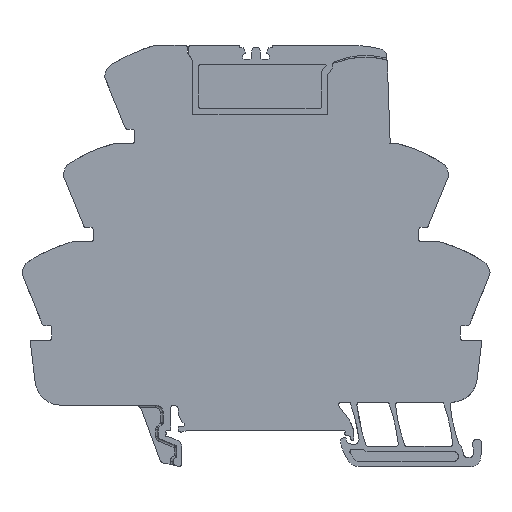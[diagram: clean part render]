
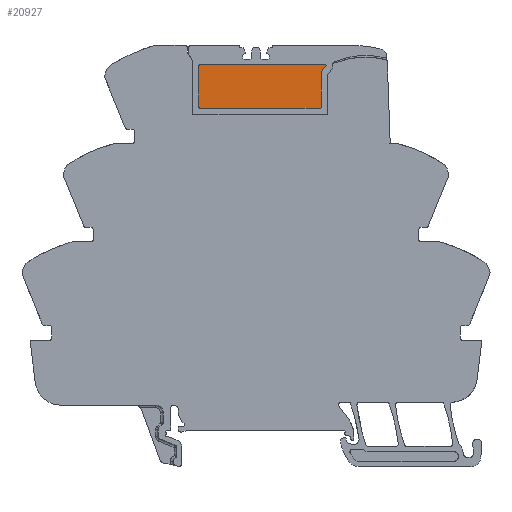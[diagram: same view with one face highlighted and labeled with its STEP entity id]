
A CAD part, left-side view. The second image highlights one B-rep face of the part: STEP entity #20927.
In plain terms, the highlighted planar face has unit normal (-1, 0, 0).
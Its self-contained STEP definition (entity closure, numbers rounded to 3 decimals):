
#12107=AXIS2_PLACEMENT_3D('Circle Axis2P3D',#12105,#12106,$) ;
#12169=AXIS2_PLACEMENT_3D('Circle Axis2P3D',#12167,#12168,$) ;
#12231=AXIS2_PLACEMENT_3D('Circle Axis2P3D',#12229,#12230,$) ;
#12300=AXIS2_PLACEMENT_3D('Circle Axis2P3D',#12298,#12299,$) ;
#12355=AXIS2_PLACEMENT_3D('Circle Axis2P3D',#12353,#12354,$) ;
#20913=AXIS2_PLACEMENT_3D('Plane Axis2P3D',#20910,#20911,#20912) ;
#12067=CARTESIAN_POINT('Line Origine',(2.525,44.453,69.267)) ;
#12071=CARTESIAN_POINT('Vertex',(2.525,32.853,69.266)) ;
#12073=CARTESIAN_POINT('Vertex',(2.525,56.053,69.268)) ;
#12105=CARTESIAN_POINT('Axis2P3D Location',(2.525,56.053,69.503)) ;
#12109=CARTESIAN_POINT('Vertex',(2.525,56.289,69.503)) ;
#12136=CARTESIAN_POINT('Line Origine',(2.525,56.288,73.528)) ;
#12140=CARTESIAN_POINT('Vertex',(2.525,56.288,77.553)) ;
#12167=CARTESIAN_POINT('Axis2P3D Location',(2.525,56.053,77.553)) ;
#12171=CARTESIAN_POINT('Vertex',(2.525,56.053,77.788)) ;
#12198=CARTESIAN_POINT('Line Origine',(2.525,43.99,77.787)) ;
#12202=CARTESIAN_POINT('Vertex',(2.525,31.927,77.786)) ;
#12229=CARTESIAN_POINT('Axis2P3D Location',(2.525,31.927,77.551)) ;
#12233=CARTESIAN_POINT('Vertex',(2.525,31.747,77.4)) ;
#12260=CARTESIAN_POINT('Line Origine',(2.525,32.116,76.96)) ;
#12264=CARTESIAN_POINT('Vertex',(2.525,32.486,76.52)) ;
#12295=CARTESIAN_POINT('Vertex',(2.525,32.618,76.157)) ;
#12298=CARTESIAN_POINT('Axis2P3D Location',(2.525,32.048,76.155)) ;
#12322=CARTESIAN_POINT('Line Origine',(2.525,32.618,72.829)) ;
#12326=CARTESIAN_POINT('Vertex',(2.525,32.618,69.501)) ;
#12353=CARTESIAN_POINT('Axis2P3D Location',(2.525,32.853,69.501)) ;
#20910=CARTESIAN_POINT('Axis2P3D Location',(2.525,0.,0.)) ;
#12068=DIRECTION('Vector Direction',(0.,-1.,0.)) ;
#12106=DIRECTION('Axis2P3D Direction',(1.,0.,0.)) ;
#12137=DIRECTION('Vector Direction',(0.,0.,-1.)) ;
#12168=DIRECTION('Axis2P3D Direction',(1.,0.,-0.)) ;
#12199=DIRECTION('Vector Direction',(0.,1.,0.)) ;
#12230=DIRECTION('Axis2P3D Direction',(1.,0.,0.)) ;
#12261=DIRECTION('Vector Direction',(0.,-0.643,0.766)) ;
#12299=DIRECTION('Axis2P3D Direction',(1.,0.,-0.)) ;
#12323=DIRECTION('Vector Direction',(0.,0.,1.)) ;
#12354=DIRECTION('Axis2P3D Direction',(1.,0.,0.)) ;
#20911=DIRECTION('Axis2P3D Direction',(1.,0.,0.)) ;
#20912=DIRECTION('Axis2P3D XDirection',(0.,1.,0.)) ;
#12069=VECTOR('Line Direction',#12068,1.) ;
#12138=VECTOR('Line Direction',#12137,1.) ;
#12200=VECTOR('Line Direction',#12199,1.) ;
#12262=VECTOR('Line Direction',#12261,1.) ;
#12324=VECTOR('Line Direction',#12323,1.) ;
#20916=ORIENTED_EDGE('',*,*,#12075,.F.) ;
#20917=ORIENTED_EDGE('',*,*,#12357,.F.) ;
#20918=ORIENTED_EDGE('',*,*,#12328,.F.) ;
#20919=ORIENTED_EDGE('',*,*,#12302,.T.) ;
#20920=ORIENTED_EDGE('',*,*,#12266,.F.) ;
#20921=ORIENTED_EDGE('',*,*,#12235,.F.) ;
#20922=ORIENTED_EDGE('',*,*,#12204,.F.) ;
#20923=ORIENTED_EDGE('',*,*,#12173,.F.) ;
#20924=ORIENTED_EDGE('',*,*,#12142,.F.) ;
#20925=ORIENTED_EDGE('',*,*,#12111,.F.) ;
#20927=ADVANCED_FACE('K\X2\00F6\X0\rper.3',(#20926),#20914,.F.) ;
#12108=CIRCLE('generated circle',#12107,0.235) ;
#12170=CIRCLE('generated circle',#12169,0.235) ;
#12232=CIRCLE('generated circle',#12231,0.235) ;
#12301=CIRCLE('generated circle',#12300,0.569) ;
#12356=CIRCLE('generated circle',#12355,0.235) ;
#12075=EDGE_CURVE('',#12072,#12074,#12070,.F.) ;
#12111=EDGE_CURVE('',#12074,#12110,#12108,.T.) ;
#12142=EDGE_CURVE('',#12110,#12141,#12139,.F.) ;
#12173=EDGE_CURVE('',#12141,#12172,#12170,.T.) ;
#12204=EDGE_CURVE('',#12172,#12203,#12201,.F.) ;
#12235=EDGE_CURVE('',#12203,#12234,#12232,.T.) ;
#12266=EDGE_CURVE('',#12234,#12265,#12263,.F.) ;
#12302=EDGE_CURVE('',#12296,#12265,#12301,.T.) ;
#12328=EDGE_CURVE('',#12296,#12327,#12325,.F.) ;
#12357=EDGE_CURVE('',#12327,#12072,#12356,.T.) ;
#20915=EDGE_LOOP('',(#20916,#20917,#20918,#20919,#20920,#20921,#20922,#20923,#20924,#20925)) ;
#20926=FACE_OUTER_BOUND('',#20915,.T.) ;
#12070=LINE('Line',#12067,#12069) ;
#12139=LINE('Line',#12136,#12138) ;
#12201=LINE('Line',#12198,#12200) ;
#12263=LINE('Line',#12260,#12262) ;
#12325=LINE('Line',#12322,#12324) ;
#20914=PLANE('',#20913) ;
#12072=VERTEX_POINT('',#12071) ;
#12074=VERTEX_POINT('',#12073) ;
#12110=VERTEX_POINT('',#12109) ;
#12141=VERTEX_POINT('',#12140) ;
#12172=VERTEX_POINT('',#12171) ;
#12203=VERTEX_POINT('',#12202) ;
#12234=VERTEX_POINT('',#12233) ;
#12265=VERTEX_POINT('',#12264) ;
#12296=VERTEX_POINT('',#12295) ;
#12327=VERTEX_POINT('',#12326) ;
